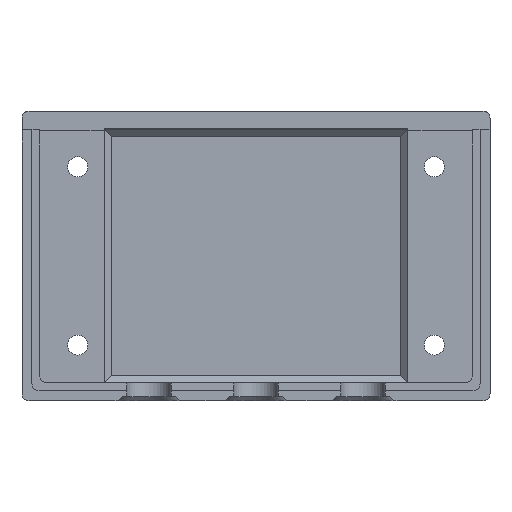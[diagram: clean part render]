
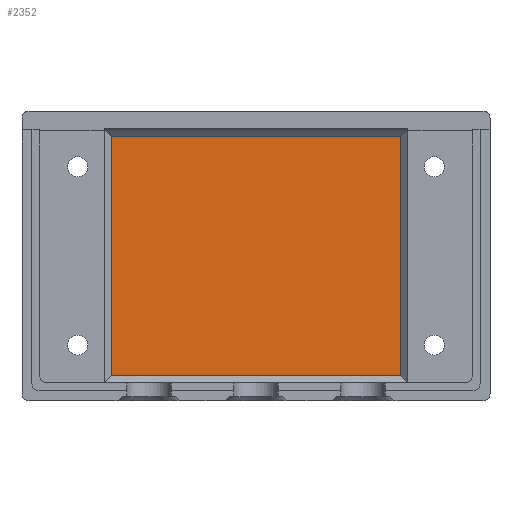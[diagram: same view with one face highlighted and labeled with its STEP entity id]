
A CAD part, top view. The second image highlights one B-rep face of the part: STEP entity #2352.
In plain terms, the highlighted planar face has unit normal (0, 0, 1).
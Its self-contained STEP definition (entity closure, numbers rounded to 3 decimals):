
#1857 = VERTEX_POINT('',#1858);
#1858 = CARTESIAN_POINT('',(-20.3,0.7,-11.7));
#1864 = EDGE_CURVE('',#1857,#1865,#1867,.T.);
#1865 = VERTEX_POINT('',#1866);
#1866 = CARTESIAN_POINT('',(20.3,0.7,-11.7));
#1867 = LINE('',#1868,#1869);
#1868 = CARTESIAN_POINT('',(-21.3,0.7,-11.7));
#1869 = VECTOR('',#1870,1.);
#1870 = DIRECTION('',(1.,0.,0.));
#2063 = VERTEX_POINT('',#2064);
#2064 = CARTESIAN_POINT('',(20.3,34.3,-11.7));
#2070 = EDGE_CURVE('',#1865,#2063,#2071,.T.);
#2071 = LINE('',#2072,#2073);
#2072 = CARTESIAN_POINT('',(20.3,-0.3,-11.7));
#2073 = VECTOR('',#2074,1.);
#2074 = DIRECTION('',(0.,1.,0.));
#2333 = VERTEX_POINT('',#2334);
#2334 = CARTESIAN_POINT('',(-20.3,34.3,-11.7));
#2342 = EDGE_CURVE('',#2333,#1857,#2343,.T.);
#2343 = LINE('',#2344,#2345);
#2344 = CARTESIAN_POINT('',(-20.3,35.3,-11.7));
#2345 = VECTOR('',#2346,1.);
#2346 = DIRECTION('',(0.,-1.,0.));
#2352 = ADVANCED_FACE('',(#2353),#2364,.T.);
#2353 = FACE_BOUND('',#2354,.T.);
#2354 = EDGE_LOOP('',(#2355,#2361,#2362,#2363));
#2355 = ORIENTED_EDGE('',*,*,#2356,.T.);
#2356 = EDGE_CURVE('',#2063,#2333,#2357,.T.);
#2357 = LINE('',#2358,#2359);
#2358 = CARTESIAN_POINT('',(21.3,34.3,-11.7));
#2359 = VECTOR('',#2360,1.);
#2360 = DIRECTION('',(-1.,0.,0.));
#2361 = ORIENTED_EDGE('',*,*,#2342,.T.);
#2362 = ORIENTED_EDGE('',*,*,#1864,.T.);
#2363 = ORIENTED_EDGE('',*,*,#2070,.T.);
#2364 = PLANE('',#2365);
#2365 = AXIS2_PLACEMENT_3D('',#2366,#2367,#2368);
#2366 = CARTESIAN_POINT('',(0.,17.5,-11.7));
#2367 = DIRECTION('',(0.,0.,1.));
#2368 = DIRECTION('',(1.,0.,0.));
